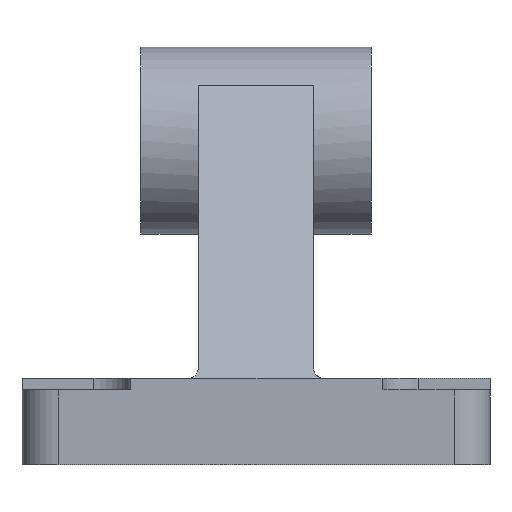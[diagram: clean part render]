
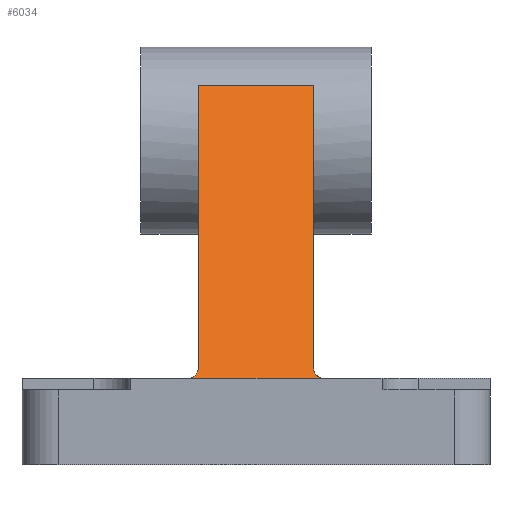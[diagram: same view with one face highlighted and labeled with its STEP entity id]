
A CAD part, front view. The second image highlights one B-rep face of the part: STEP entity #6034.
In plain terms, the highlighted planar face has unit normal (0, -0.805, 0.594).
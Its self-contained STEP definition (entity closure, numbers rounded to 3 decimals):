
#86 = CARTESIAN_POINT ( 'NONE',  ( -8., -20.303, 14.978 ) ) ;
#164 = CARTESIAN_POINT ( 'NONE',  ( 8., -20.303, 14.978 ) ) ;
#264 = EDGE_CURVE ( 'NONE', #2146, #6926, #3254, .T. ) ;
#346 = CARTESIAN_POINT ( 'NONE',  ( 8., -21.393, 13.5 ) ) ;
#472 = LINE ( 'NONE', #6837, #9975 ) ;
#787 = CARTESIAN_POINT ( 'NONE',  ( -8.621, -22.5, 12. ) ) ;
#874 = ORIENTED_EDGE ( 'NONE', *, *, #4916, .T. ) ;
#1141 = VERTEX_POINT ( 'NONE', #8870 ) ;
#1149 = VERTEX_POINT ( 'NONE', #4142 ) ;
#1165 = PLANE ( 'NONE',  #5234 ) ;
#1341 = DIRECTION ( 'NONE',  ( -1., 0., 0. ) ) ;
#1486 = ORIENTED_EDGE ( 'NONE', *, *, #5672, .F. ) ;
#1533 = DIRECTION ( 'NONE',  ( 0., 0.594, 0.805 ) ) ;
#2146 = VERTEX_POINT ( 'NONE', #346 ) ;
#2353 = CARTESIAN_POINT ( 'NONE',  ( -8., 7.539, 52.718 ) ) ;
#2856 = CARTESIAN_POINT ( 'NONE',  ( 8., -22.042, 12.621 ) ) ;
#2905 = CARTESIAN_POINT ( 'NONE',  ( 8.621, -22.5, 12. ) ) ;
#2960 = EDGE_CURVE ( 'NONE', #4017, #1141, #3438, .T. ) ;
#2994 = CARTESIAN_POINT ( 'NONE',  ( -9.5, -22.5, 12. ) ) ;
#3132 = VECTOR ( 'NONE', #1533, 1000. ) ;
#3254 = LINE ( 'NONE', #164, #4751 ) ;
#3438 =( BOUNDED_CURVE ( )  B_SPLINE_CURVE ( 3, ( #3927, #7004, #787, #2994 ),
 .UNSPECIFIED., .F., .T. ) 
 B_SPLINE_CURVE_WITH_KNOTS ( ( 4, 4 ),
 ( 1.571, 3.142 ),
 .UNSPECIFIED. ) 
 CURVE ( )  GEOMETRIC_REPRESENTATION_ITEM ( )  RATIONAL_B_SPLINE_CURVE ( ( 1., 0.805, 0.805, 1. ) ) 
 REPRESENTATION_ITEM ( '' )  );
#3567 = EDGE_LOOP ( 'NONE', ( #1486, #9260, #5342, #874, #5350, #8742 ) ) ;
#3927 = CARTESIAN_POINT ( 'NONE',  ( -8., -21.393, 13.5 ) ) ;
#3949 = LINE ( 'NONE', #86, #3132 ) ;
#4017 = VERTEX_POINT ( 'NONE', #4103 ) ;
#4103 = CARTESIAN_POINT ( 'NONE',  ( -8., -21.393, 13.5 ) ) ;
#4142 = CARTESIAN_POINT ( 'NONE',  ( 9.5, -22.5, 12. ) ) ;
#4372 = DIRECTION ( 'NONE',  ( -1., 0., 0. ) ) ;
#4751 = VECTOR ( 'NONE', #9630, 1000. ) ;
#4916 = EDGE_CURVE ( 'NONE', #1149, #2146, #9345, .T. ) ;
#5142 = LINE ( 'NONE', #8282, #7353 ) ;
#5215 = CARTESIAN_POINT ( 'NONE',  ( 9.5, -22.5, 12. ) ) ;
#5234 = AXIS2_PLACEMENT_3D ( 'NONE', #10002, #9219, #6759 ) ;
#5342 = ORIENTED_EDGE ( 'NONE', *, *, #8935, .F. ) ;
#5350 = ORIENTED_EDGE ( 'NONE', *, *, #264, .T. ) ;
#5672 = EDGE_CURVE ( 'NONE', #4017, #9437, #3949, .T. ) ;
#6034 = ADVANCED_FACE ( 'NONE', ( #7628 ), #1165, .T. ) ;
#6042 = CARTESIAN_POINT ( 'NONE',  ( 8., -21.393, 13.5 ) ) ;
#6759 = DIRECTION ( 'NONE',  ( 0., -0.594, -0.805 ) ) ;
#6837 = CARTESIAN_POINT ( 'NONE',  ( 8., -22.5, 12. ) ) ;
#6926 = VERTEX_POINT ( 'NONE', #9407 ) ;
#7004 = CARTESIAN_POINT ( 'NONE',  ( -8., -22.042, 12.621 ) ) ;
#7353 = VECTOR ( 'NONE', #4372, 1000. ) ;
#7628 = FACE_OUTER_BOUND ( 'NONE', #3567, .T. ) ;
#8282 = CARTESIAN_POINT ( 'NONE',  ( 8., 7.539, 52.718 ) ) ;
#8742 = ORIENTED_EDGE ( 'NONE', *, *, #8924, .T. ) ;
#8870 = CARTESIAN_POINT ( 'NONE',  ( -9.5, -22.5, 12. ) ) ;
#8924 = EDGE_CURVE ( 'NONE', #6926, #9437, #5142, .T. ) ;
#8935 = EDGE_CURVE ( 'NONE', #1149, #1141, #472, .T. ) ;
#9219 = DIRECTION ( 'NONE',  ( 0., -0.805, 0.594 ) ) ;
#9260 = ORIENTED_EDGE ( 'NONE', *, *, #2960, .T. ) ;
#9345 =( BOUNDED_CURVE ( )  B_SPLINE_CURVE ( 3, ( #5215, #2905, #2856, #6042 ),
 .UNSPECIFIED., .F., .F. ) 
 B_SPLINE_CURVE_WITH_KNOTS ( ( 4, 4 ),
 ( 0., 1.571 ),
 .UNSPECIFIED. ) 
 CURVE ( )  GEOMETRIC_REPRESENTATION_ITEM ( )  RATIONAL_B_SPLINE_CURVE ( ( 1., 0.805, 0.805, 1. ) ) 
 REPRESENTATION_ITEM ( '' )  );
#9407 = CARTESIAN_POINT ( 'NONE',  ( 8., 7.539, 52.718 ) ) ;
#9437 = VERTEX_POINT ( 'NONE', #2353 ) ;
#9630 = DIRECTION ( 'NONE',  ( 0., 0.594, 0.805 ) ) ;
#9975 = VECTOR ( 'NONE', #1341, 1000. ) ;
#10002 = CARTESIAN_POINT ( 'NONE',  ( 8., -20.303, 14.978 ) ) ;
